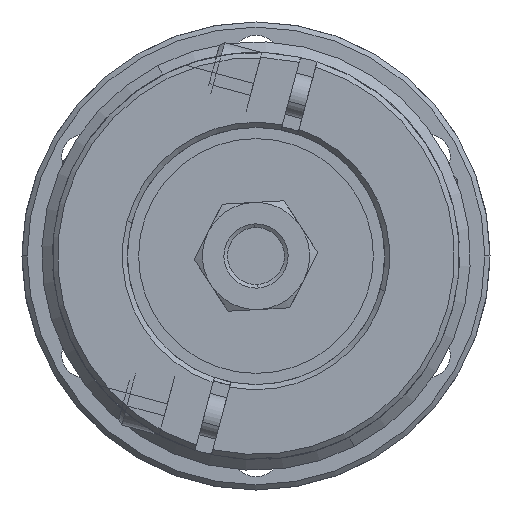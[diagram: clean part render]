
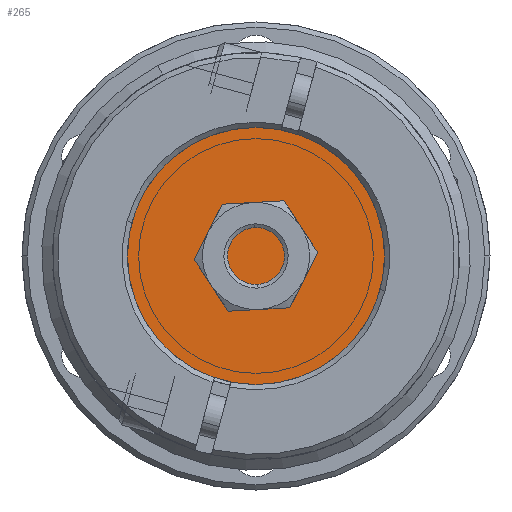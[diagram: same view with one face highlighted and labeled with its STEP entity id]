
A CAD part, left-side view. The second image highlights one B-rep face of the part: STEP entity #265.
In plain terms, the highlighted planar face has unit normal (-1, 0, 0).
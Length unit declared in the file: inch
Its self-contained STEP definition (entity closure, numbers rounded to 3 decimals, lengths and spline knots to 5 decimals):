
#35 = VERTEX_POINT ( 'NONE', #1980 ) ;
#61 = VERTEX_POINT ( 'NONE', #2050 ) ;
#265 = ADVANCED_FACE ( 'NONE', ( #3833 ), #4500, .F. ) ;
#1243 = EDGE_LOOP ( 'NONE', ( #10588, #10618 ) ) ;
#1980 = CARTESIAN_POINT ( 'NONE',  ( -31.3365, 0., -0.75 ) ) ;
#2050 = CARTESIAN_POINT ( 'NONE',  ( -31.3365, 0., 0.75 ) ) ;
#2529 = EDGE_CURVE ( 'NONE', #35, #61, #9530, .T. ) ;
#2565 = EDGE_CURVE ( 'NONE', #61, #35, #9510, .T. ) ;
#3833 = FACE_OUTER_BOUND ( 'NONE', #1243, .T. ) ;
#4450 = CARTESIAN_POINT ( 'NONE',  ( -31.3365, 0., 0. ) ) ;
#4461 = DIRECTION ( 'NONE',  ( 1., 0., 0. ) ) ;
#4496 = DIRECTION ( 'NONE',  ( 0., 0., -1. ) ) ;
#4500 = PLANE ( 'NONE',  #4640 ) ;
#4640 = AXIS2_PLACEMENT_3D ( 'NONE', #4450, #4461, #4496 ) ;
#9510 = CIRCLE ( 'NONE', #10478, 0.75 ) ;
#9530 = CIRCLE ( 'NONE', #10459, 0.75 ) ;
#9942 = CARTESIAN_POINT ( 'NONE',  ( -31.3365, 0., 0. ) ) ;
#9985 = DIRECTION ( 'NONE',  ( 0., 0., -1. ) ) ;
#9989 = DIRECTION ( 'NONE',  ( 1., 0., 0. ) ) ;
#10017 = DIRECTION ( 'NONE',  ( 1., 0., 0. ) ) ;
#10039 = DIRECTION ( 'NONE',  ( 0., 0., -1. ) ) ;
#10058 = CARTESIAN_POINT ( 'NONE',  ( -31.3365, 0., 0. ) ) ;
#10459 = AXIS2_PLACEMENT_3D ( 'NONE', #9942, #9989, #9985 ) ;
#10478 = AXIS2_PLACEMENT_3D ( 'NONE', #10058, #10017, #10039 ) ;
#10588 = ORIENTED_EDGE ( 'NONE', *, *, #2529, .F. ) ;
#10618 = ORIENTED_EDGE ( 'NONE', *, *, #2565, .F. ) ;
